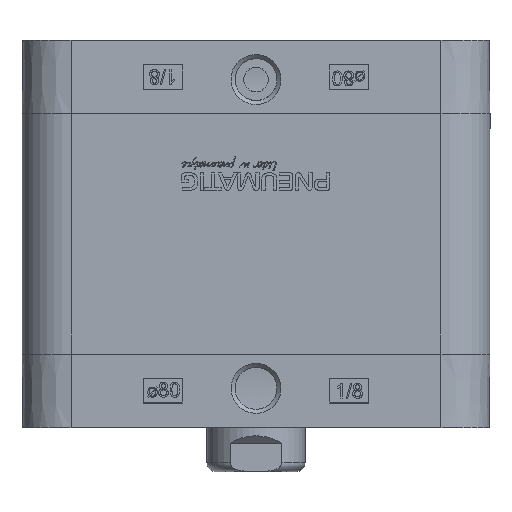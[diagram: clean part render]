
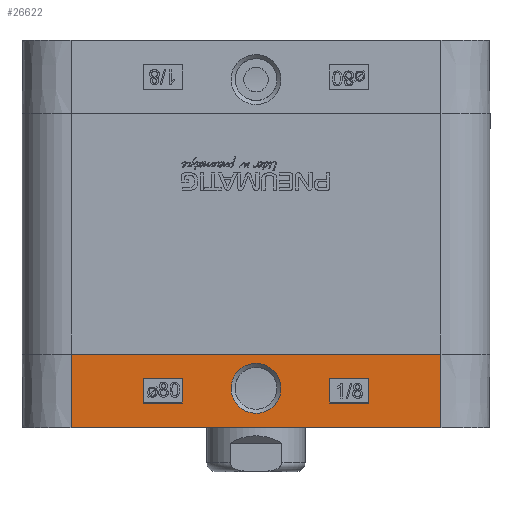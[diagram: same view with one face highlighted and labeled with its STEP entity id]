
A CAD part, left-side view. The second image highlights one B-rep face of the part: STEP entity #26622.
In plain terms, the highlighted planar face has unit normal (-1, 0, -0.009).
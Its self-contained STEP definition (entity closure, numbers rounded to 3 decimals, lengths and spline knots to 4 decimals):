
#1314=LINE($,#36212,#3353);
#1357=LINE($,#36367,#3396);
#1570=LINE($,#38008,#3609);
#1572=LINE($,#38012,#3611);
#1574=LINE($,#38016,#3613);
#1576=LINE($,#38019,#3615);
#1578=LINE($,#38025,#3617);
#1580=LINE($,#38029,#3619);
#1582=LINE($,#38033,#3621);
#1584=LINE($,#38036,#3623);
#1586=LINE($,#38177,#3625);
#1587=LINE($,#38178,#3626);
#3353=VECTOR($,#30320,7.55);
#3396=VECTOR($,#30437,7.55);
#3609=VECTOR($,#30996,0.5);
#3611=VECTOR($,#31000,0.8);
#3613=VECTOR($,#31004,0.5);
#3615=VECTOR($,#31008,0.8);
#3617=VECTOR($,#31014,0.5);
#3619=VECTOR($,#31018,0.8);
#3621=VECTOR($,#31022,0.5);
#3623=VECTOR($,#31026,0.8);
#3625=VECTOR($,#31034,1.5001);
#3626=VECTOR($,#31035,1.5001);
#5211=PLANE($,#28376);
#5637=FACE_BOUND($,#8261,.T.);
#5638=FACE_BOUND($,#8262,.T.);
#5639=FACE_BOUND($,#8263,.T.);
#6586=FACE_OUTER_BOUND($,#8260,.T.);
#8260=EDGE_LOOP($,(#20164,#20165,#20166,#20167));
#8261=EDGE_LOOP($,(#20168,#20169,#20170,#20171));
#8262=EDGE_LOOP($,(#20172,#20173,#20174,#20175));
#8263=EDGE_LOOP($,(#20176));
#9657=B_SPLINE_CURVE_WITH_KNOTS($,3,(#38117,#38118,#38119,#38120,#38121,
#38122,#38123,#38124,#38125,#38126,#38127,#38128,#38129,#38130,#38131,#38132,
#38133,#38134,#38135,#38136,#38137,#38138,#38139,#38140,#38141,#38142,#38143,
#38144,#38145,#38146,#38147,#38148,#38149,#38150,#38151,#38152,#38153,#38154,
#38155,#38156,#38157,#38158,#38159,#38160,#38161,#38162,#38163,#38164,#38165,
#38166,#38167,#38168,#38169,#38170,#38171,#38172,#38173,#38174),
 .UNSPECIFIED.,.T.,.F.,(4,3,3,3,3,3,3,3,3,3,3,3,3,3,3,3,3,3,3,4),(0.,0.2239,
0.393,0.6036,0.7839,1.1305,1.3102,
1.5052,1.6832,1.6934,1.8566,2.0624,
2.1556,2.3474,2.4903,2.7937,2.8158,
3.0586,3.311,3.5407),.UNSPECIFIED.);
#11550=VERTEX_POINT($,#36209);
#11551=VERTEX_POINT($,#36211);
#11625=VERTEX_POINT($,#36364);
#11626=VERTEX_POINT($,#36366);
#11940=VERTEX_POINT($,#38005);
#11941=VERTEX_POINT($,#38007);
#11942=VERTEX_POINT($,#38011);
#11943=VERTEX_POINT($,#38015);
#11944=VERTEX_POINT($,#38022);
#11945=VERTEX_POINT($,#38024);
#11946=VERTEX_POINT($,#38028);
#11947=VERTEX_POINT($,#38032);
#11948=VERTEX_POINT($,#38086);
#14507=EDGE_CURVE($,#11551,#11550,#1314,.T.);
#14582=EDGE_CURVE($,#11626,#11625,#1357,.T.);
#14999=EDGE_CURVE($,#11941,#11940,#1570,.T.);
#15001=EDGE_CURVE($,#11942,#11941,#1572,.T.);
#15003=EDGE_CURVE($,#11943,#11942,#1574,.T.);
#15005=EDGE_CURVE($,#11940,#11943,#1576,.T.);
#15007=EDGE_CURVE($,#11945,#11944,#1578,.T.);
#15009=EDGE_CURVE($,#11946,#11945,#1580,.T.);
#15011=EDGE_CURVE($,#11947,#11946,#1582,.T.);
#15013=EDGE_CURVE($,#11944,#11947,#1584,.T.);
#15016=EDGE_CURVE($,#11948,#11948,#9657,.T.);
#15017=EDGE_CURVE($,#11625,#11551,#1586,.T.);
#15018=EDGE_CURVE($,#11626,#11550,#1587,.T.);
#20164=ORIENTED_EDGE($,*,*,#14582,.T.);
#20165=ORIENTED_EDGE($,*,*,#15017,.T.);
#20166=ORIENTED_EDGE($,*,*,#14507,.T.);
#20167=ORIENTED_EDGE($,*,*,#15018,.F.);
#20168=ORIENTED_EDGE($,*,*,#14999,.T.);
#20169=ORIENTED_EDGE($,*,*,#15005,.T.);
#20170=ORIENTED_EDGE($,*,*,#15003,.T.);
#20171=ORIENTED_EDGE($,*,*,#15001,.T.);
#20172=ORIENTED_EDGE($,*,*,#15007,.T.);
#20173=ORIENTED_EDGE($,*,*,#15013,.T.);
#20174=ORIENTED_EDGE($,*,*,#15011,.T.);
#20175=ORIENTED_EDGE($,*,*,#15009,.T.);
#20176=ORIENTED_EDGE($,*,*,#15016,.F.);
#26622=ADVANCED_FACE($,(#6586,#5637,#5638,#5639),#5211,.T.);
#28376=AXIS2_PLACEMENT_3D($,#38176,#31032,#31033);
#30320=DIRECTION($,(0.,-1.,0.));
#30437=DIRECTION($,(0.,1.,0.));
#30996=DIRECTION($,(-0.009,0.,1.));
#31000=DIRECTION($,(0.,1.,0.));
#31004=DIRECTION($,(0.009,0.,-1.));
#31008=DIRECTION($,(0.,-1.,0.));
#31014=DIRECTION($,(-0.009,0.,1.));
#31018=DIRECTION($,(0.,1.,0.));
#31022=DIRECTION($,(0.009,0.,-1.));
#31026=DIRECTION($,(0.,-1.,0.));
#31032=DIRECTION('center_axis',(-1.,0.,
-0.009));
#31033=DIRECTION('ref_axis',(-0.009,0.,
1.));
#31034=DIRECTION($,(0.009,0.,-1.));
#31035=DIRECTION($,(0.009,0.,-1.));
#36209=CARTESIAN_POINT('',(-4.7619,-3.775,-6.2));
#36211=CARTESIAN_POINT('',(-4.7619,3.775,-6.2));
#36212=CARTESIAN_POINT($,(-4.7619,3.775,-6.2));
#36364=CARTESIAN_POINT('',(-4.775,3.775,-4.7));
#36366=CARTESIAN_POINT('',(-4.775,-3.775,-4.7));
#36367=CARTESIAN_POINT($,(-4.775,-3.775,-4.7));
#38005=CARTESIAN_POINT('',(-4.7706,-1.5,-5.2));
#38007=CARTESIAN_POINT('',(-4.7663,-1.5,-5.7));
#38008=CARTESIAN_POINT($,(-4.7663,-1.5,-5.7));
#38011=CARTESIAN_POINT('',(-4.7663,-2.3,-5.7));
#38012=CARTESIAN_POINT($,(-4.7663,-2.3,-5.7));
#38015=CARTESIAN_POINT('',(-4.7706,-2.3,-5.2));
#38016=CARTESIAN_POINT($,(-4.7706,-2.3,-5.2));
#38019=CARTESIAN_POINT($,(-4.7706,-1.5,-5.2));
#38022=CARTESIAN_POINT('',(-4.7706,2.3,-5.2));
#38024=CARTESIAN_POINT('',(-4.7663,2.3,-5.7));
#38025=CARTESIAN_POINT($,(-4.7663,2.3,-5.7));
#38028=CARTESIAN_POINT('',(-4.7663,1.5,-5.7));
#38029=CARTESIAN_POINT($,(-4.7663,1.5,-5.7));
#38032=CARTESIAN_POINT('',(-4.7706,1.5,-5.2));
#38033=CARTESIAN_POINT($,(-4.7706,1.5,-5.2));
#38036=CARTESIAN_POINT($,(-4.7706,2.3,-5.2));
#38086=CARTESIAN_POINT('',(-4.7733,0.0003,-4.8914));
#38117=CARTESIAN_POINT('Ctrl Pts',(-4.7645,0.0001,
-5.9089));
#38118=CARTESIAN_POINT('Ctrl Pts',(-4.7644,-0.0746,
-5.909));
#38119=CARTESIAN_POINT('Ctrl Pts',(-4.7646,-0.1532,
-5.8924));
#38120=CARTESIAN_POINT('Ctrl Pts',(-4.7649,-0.2214,
-5.8599));
#38121=CARTESIAN_POINT('Ctrl Pts',(-4.7651,-0.2728,
-5.8353));
#38122=CARTESIAN_POINT('Ctrl Pts',(-4.7654,-0.3143,
-5.8043));
#38123=CARTESIAN_POINT('Ctrl Pts',(-4.7656,-0.3466,
-5.7741));
#38124=CARTESIAN_POINT('Ctrl Pts',(-4.766,-0.3868,
-5.7366));
#38125=CARTESIAN_POINT('Ctrl Pts',(-4.7663,-0.4195,
-5.6946));
#38126=CARTESIAN_POINT('Ctrl Pts',(-4.7667,-0.4462,
-5.6465));
#38127=CARTESIAN_POINT('Ctrl Pts',(-4.7671,-0.4691,
-5.6053));
#38128=CARTESIAN_POINT('Ctrl Pts',(-4.7675,-0.4865,
-5.5606));
#38129=CARTESIAN_POINT('Ctrl Pts',(-4.7679,-0.497,
-5.5142));
#38130=CARTESIAN_POINT('Ctrl Pts',(-4.7687,-0.5171,
-5.4249));
#38131=CARTESIAN_POINT('Ctrl Pts',(-4.7695,-0.5121,
-5.3255));
#38132=CARTESIAN_POINT('Ctrl Pts',(-4.7704,-0.4799,
-5.2325));
#38133=CARTESIAN_POINT('Ctrl Pts',(-4.7708,-0.4632,
-5.1843));
#38134=CARTESIAN_POINT('Ctrl Pts',(-4.7712,-0.4388,
-5.134));
#38135=CARTESIAN_POINT('Ctrl Pts',(-4.7717,-0.3983,
-5.0833));
#38136=CARTESIAN_POINT('Ctrl Pts',(-4.7721,-0.3544,
-5.0282));
#38137=CARTESIAN_POINT('Ctrl Pts',(-4.7726,-0.292,
-4.9776));
#38138=CARTESIAN_POINT('Ctrl Pts',(-4.7729,-0.2221,
-4.9436));
#38139=CARTESIAN_POINT('Ctrl Pts',(-4.7731,-0.1581,
-4.9126));
#38140=CARTESIAN_POINT('Ctrl Pts',(-4.7733,-0.0858,
-4.8934));
#38141=CARTESIAN_POINT('Ctrl Pts',(-4.7733,-0.0122,
-4.8915));
#38142=CARTESIAN_POINT('Ctrl Pts',(-4.7733,-0.008,
-4.8914));
#38143=CARTESIAN_POINT('Ctrl Pts',(-4.7733,-0.0038,
-4.8914));
#38144=CARTESIAN_POINT('Ctrl Pts',(-4.7733,0.0003,
-4.8914));
#38145=CARTESIAN_POINT('Ctrl Pts',(-4.7733,0.0669,
-4.8914));
#38146=CARTESIAN_POINT('Ctrl Pts',(-4.7732,0.1246,-4.905));
#38147=CARTESIAN_POINT('Ctrl Pts',(-4.7731,0.1724,-4.9224));
#38148=CARTESIAN_POINT('Ctrl Pts',(-4.7729,0.2326,
-4.9444));
#38149=CARTESIAN_POINT('Ctrl Pts',(-4.7726,0.2902,
-4.9779));
#38150=CARTESIAN_POINT('Ctrl Pts',(-4.7722,0.3401,
-5.022));
#38151=CARTESIAN_POINT('Ctrl Pts',(-4.772,0.3627,-5.042));
#38152=CARTESIAN_POINT('Ctrl Pts',(-4.7718,0.3822,
-5.0627));
#38153=CARTESIAN_POINT('Ctrl Pts',(-4.7717,0.3986,
-5.0833));
#38154=CARTESIAN_POINT('Ctrl Pts',(-4.7713,0.4325,-5.1255));
#38155=CARTESIAN_POINT('Ctrl Pts',(-4.771,0.453,
-5.164));
#38156=CARTESIAN_POINT('Ctrl Pts',(-4.7706,0.4687,
-5.2011));
#38157=CARTESIAN_POINT('Ctrl Pts',(-4.7704,0.4804,
-5.2287));
#38158=CARTESIAN_POINT('Ctrl Pts',(-4.7701,0.4898,
-5.2576));
#38159=CARTESIAN_POINT('Ctrl Pts',(-4.7699,0.4966,
-5.2874));
#38160=CARTESIAN_POINT('Ctrl Pts',(-4.7693,0.5111,-5.3506));
#38161=CARTESIAN_POINT('Ctrl Pts',(-4.7688,0.5162,
-5.416));
#38162=CARTESIAN_POINT('Ctrl Pts',(-4.7681,0.5009,
-5.4962));
#38163=CARTESIAN_POINT('Ctrl Pts',(-4.768,0.4997,
-5.502));
#38164=CARTESIAN_POINT('Ctrl Pts',(-4.7679,0.4985,
-5.508));
#38165=CARTESIAN_POINT('Ctrl Pts',(-4.7679,0.4971,
-5.5139));
#38166=CARTESIAN_POINT('Ctrl Pts',(-4.7673,0.482,-5.5793));
#38167=CARTESIAN_POINT('Ctrl Pts',(-4.7667,0.4496,
-5.6496));
#38168=CARTESIAN_POINT('Ctrl Pts',(-4.7662,0.404,
-5.709));
#38169=CARTESIAN_POINT('Ctrl Pts',(-4.7657,0.3566,-5.7707));
#38170=CARTESIAN_POINT('Ctrl Pts',(-4.7652,0.2944,
-5.8239));
#38171=CARTESIAN_POINT('Ctrl Pts',(-4.7649,0.2208,-5.8594));
#38172=CARTESIAN_POINT('Ctrl Pts',(-4.7646,0.1538,
-5.8916));
#38173=CARTESIAN_POINT('Ctrl Pts',(-4.7645,0.0767,
-5.9088));
#38174=CARTESIAN_POINT('Ctrl Pts',(-4.7645,0.0001,
-5.9089));
#38176=CARTESIAN_POINT('Origin',(-4.775,0.,-4.7));
#38177=CARTESIAN_POINT($,(-4.775,3.775,-4.7));
#38178=CARTESIAN_POINT($,(-4.775,-3.775,-4.7));
